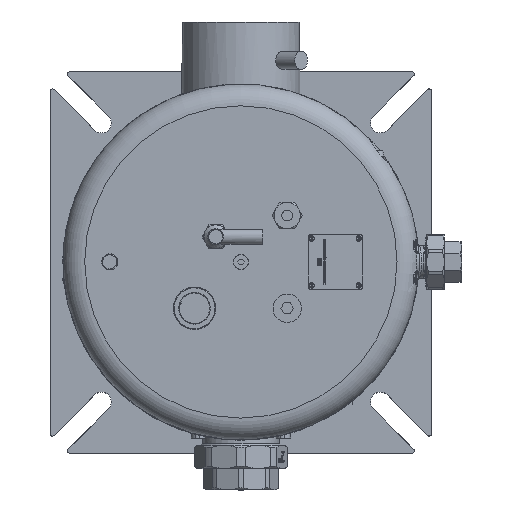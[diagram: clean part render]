
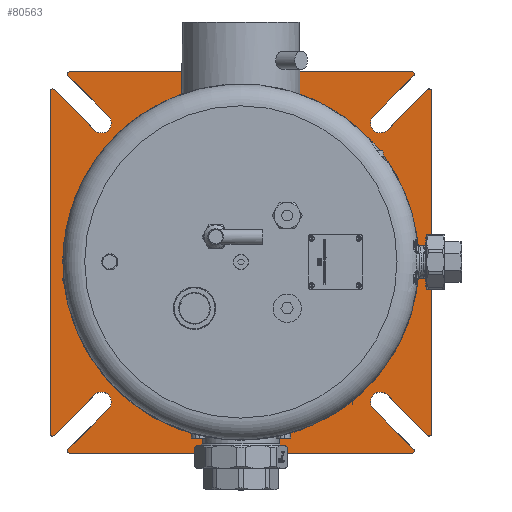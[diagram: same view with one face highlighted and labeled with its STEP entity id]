
A CAD part, top view. The second image highlights one B-rep face of the part: STEP entity #80563.
In plain terms, the highlighted planar face has unit normal (0, 0, 1).
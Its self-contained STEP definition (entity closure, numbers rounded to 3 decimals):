
#3584=FACE_BOUND('',#23883,.T.);
#4587=LINE('',#184315,#7246);
#4588=LINE('',#184319,#7247);
#4589=LINE('',#184323,#7248);
#4590=LINE('',#184327,#7249);
#4591=LINE('',#184331,#7250);
#4592=LINE('',#184335,#7251);
#4593=LINE('',#184339,#7252);
#4594=LINE('',#184343,#7253);
#4595=LINE('',#184347,#7254);
#4596=LINE('',#184351,#7255);
#4597=LINE('',#184355,#7256);
#4598=LINE('',#184358,#7257);
#7246=VECTOR('',#93539,10.);
#7247=VECTOR('',#93542,10.);
#7248=VECTOR('',#93545,10.);
#7249=VECTOR('',#93548,10.);
#7250=VECTOR('',#93551,10.);
#7251=VECTOR('',#93554,10.);
#7252=VECTOR('',#93557,10.);
#7253=VECTOR('',#93560,10.);
#7254=VECTOR('',#93563,10.);
#7255=VECTOR('',#93566,10.);
#7256=VECTOR('',#93569,10.);
#7257=VECTOR('',#93572,10.);
#19029=FACE_OUTER_BOUND('',#23882,.T.);
#23882=EDGE_LOOP('',(#63524,#63525,#63526,#63527,#63528,#63529,#63530,#63531,
#63532,#63533,#63534,#63535,#63536,#63537,#63538,#63539,#63540,#63541,#63542,
#63543,#63544,#63545,#63546,#63547));
#23883=EDGE_LOOP('',(#63548));
#27746=CIRCLE('',#84993,2.);
#27747=CIRCLE('',#84994,9.002);
#27748=CIRCLE('',#84995,2.);
#27749=CIRCLE('',#84996,2.);
#27750=CIRCLE('',#84997,9.002);
#27751=CIRCLE('',#84998,2.);
#27752=CIRCLE('',#84999,2.);
#27753=CIRCLE('',#85000,9.002);
#27754=CIRCLE('',#85001,2.);
#27755=CIRCLE('',#85002,2.);
#27756=CIRCLE('',#85003,9.002);
#27757=CIRCLE('',#85004,2.);
#27758=CIRCLE('',#85005,163.);
#33162=VERTEX_POINT('',#184311);
#33163=VERTEX_POINT('',#184312);
#33164=VERTEX_POINT('',#184314);
#33165=VERTEX_POINT('',#184316);
#33166=VERTEX_POINT('',#184318);
#33167=VERTEX_POINT('',#184320);
#33168=VERTEX_POINT('',#184322);
#33169=VERTEX_POINT('',#184324);
#33170=VERTEX_POINT('',#184326);
#33171=VERTEX_POINT('',#184328);
#33172=VERTEX_POINT('',#184330);
#33173=VERTEX_POINT('',#184332);
#33174=VERTEX_POINT('',#184334);
#33175=VERTEX_POINT('',#184336);
#33176=VERTEX_POINT('',#184338);
#33177=VERTEX_POINT('',#184340);
#33178=VERTEX_POINT('',#184342);
#33179=VERTEX_POINT('',#184344);
#33180=VERTEX_POINT('',#184346);
#33181=VERTEX_POINT('',#184348);
#33182=VERTEX_POINT('',#184350);
#33183=VERTEX_POINT('',#184352);
#33184=VERTEX_POINT('',#184354);
#33185=VERTEX_POINT('',#184356);
#33186=VERTEX_POINT('',#184359);
#43737=EDGE_CURVE('',#33162,#33163,#27746,.T.);
#43738=EDGE_CURVE('',#33162,#33164,#4587,.T.);
#43739=EDGE_CURVE('',#33164,#33165,#27747,.T.);
#43740=EDGE_CURVE('',#33165,#33166,#4588,.T.);
#43741=EDGE_CURVE('',#33167,#33166,#27748,.T.);
#43742=EDGE_CURVE('',#33167,#33168,#4589,.T.);
#43743=EDGE_CURVE('',#33169,#33168,#27749,.T.);
#43744=EDGE_CURVE('',#33169,#33170,#4590,.T.);
#43745=EDGE_CURVE('',#33170,#33171,#27750,.T.);
#43746=EDGE_CURVE('',#33171,#33172,#4591,.T.);
#43747=EDGE_CURVE('',#33173,#33172,#27751,.T.);
#43748=EDGE_CURVE('',#33173,#33174,#4592,.T.);
#43749=EDGE_CURVE('',#33175,#33174,#27752,.T.);
#43750=EDGE_CURVE('',#33175,#33176,#4593,.T.);
#43751=EDGE_CURVE('',#33176,#33177,#27753,.T.);
#43752=EDGE_CURVE('',#33177,#33178,#4594,.T.);
#43753=EDGE_CURVE('',#33179,#33178,#27754,.T.);
#43754=EDGE_CURVE('',#33179,#33180,#4595,.T.);
#43755=EDGE_CURVE('',#33181,#33180,#27755,.T.);
#43756=EDGE_CURVE('',#33181,#33182,#4596,.T.);
#43757=EDGE_CURVE('',#33182,#33183,#27756,.T.);
#43758=EDGE_CURVE('',#33183,#33184,#4597,.T.);
#43759=EDGE_CURVE('',#33185,#33184,#27757,.T.);
#43760=EDGE_CURVE('',#33185,#33163,#4598,.T.);
#43761=EDGE_CURVE('',#33186,#33186,#27758,.T.);
#63524=ORIENTED_EDGE('',*,*,#43737,.F.);
#63525=ORIENTED_EDGE('',*,*,#43738,.T.);
#63526=ORIENTED_EDGE('',*,*,#43739,.T.);
#63527=ORIENTED_EDGE('',*,*,#43740,.T.);
#63528=ORIENTED_EDGE('',*,*,#43741,.F.);
#63529=ORIENTED_EDGE('',*,*,#43742,.T.);
#63530=ORIENTED_EDGE('',*,*,#43743,.F.);
#63531=ORIENTED_EDGE('',*,*,#43744,.T.);
#63532=ORIENTED_EDGE('',*,*,#43745,.T.);
#63533=ORIENTED_EDGE('',*,*,#43746,.T.);
#63534=ORIENTED_EDGE('',*,*,#43747,.F.);
#63535=ORIENTED_EDGE('',*,*,#43748,.T.);
#63536=ORIENTED_EDGE('',*,*,#43749,.F.);
#63537=ORIENTED_EDGE('',*,*,#43750,.T.);
#63538=ORIENTED_EDGE('',*,*,#43751,.T.);
#63539=ORIENTED_EDGE('',*,*,#43752,.T.);
#63540=ORIENTED_EDGE('',*,*,#43753,.F.);
#63541=ORIENTED_EDGE('',*,*,#43754,.T.);
#63542=ORIENTED_EDGE('',*,*,#43755,.F.);
#63543=ORIENTED_EDGE('',*,*,#43756,.T.);
#63544=ORIENTED_EDGE('',*,*,#43757,.T.);
#63545=ORIENTED_EDGE('',*,*,#43758,.T.);
#63546=ORIENTED_EDGE('',*,*,#43759,.F.);
#63547=ORIENTED_EDGE('',*,*,#43760,.T.);
#63548=ORIENTED_EDGE('',*,*,#43761,.F.);
#71645=PLANE('',#84992);
#80563=ADVANCED_FACE('',(#19029,#3584),#71645,.T.);
#84992=AXIS2_PLACEMENT_3D('',#184310,#93535,#93536);
#84993=AXIS2_PLACEMENT_3D('',#184313,#93537,#93538);
#84994=AXIS2_PLACEMENT_3D('',#184317,#93540,#93541);
#84995=AXIS2_PLACEMENT_3D('',#184321,#93543,#93544);
#84996=AXIS2_PLACEMENT_3D('',#184325,#93546,#93547);
#84997=AXIS2_PLACEMENT_3D('',#184329,#93549,#93550);
#84998=AXIS2_PLACEMENT_3D('',#184333,#93552,#93553);
#84999=AXIS2_PLACEMENT_3D('',#184337,#93555,#93556);
#85000=AXIS2_PLACEMENT_3D('',#184341,#93558,#93559);
#85001=AXIS2_PLACEMENT_3D('',#184345,#93561,#93562);
#85002=AXIS2_PLACEMENT_3D('',#184349,#93564,#93565);
#85003=AXIS2_PLACEMENT_3D('',#184353,#93567,#93568);
#85004=AXIS2_PLACEMENT_3D('',#184357,#93570,#93571);
#85005=AXIS2_PLACEMENT_3D('',#184360,#93573,#93574);
#93535=DIRECTION('center_axis',(0.,0.,1.));
#93536=DIRECTION('ref_axis',(1.,0.,0.));
#93537=DIRECTION('center_axis',(0.,0.,-1.));
#93538=DIRECTION('ref_axis',(0.383,0.924,0.));
#93539=DIRECTION('',(-0.707,-0.707,0.));
#93540=DIRECTION('center_axis',(0.,0.,-1.));
#93541=DIRECTION('ref_axis',(-0.707,0.707,0.));
#93542=DIRECTION('',(0.707,0.707,0.));
#93543=DIRECTION('center_axis',(0.,0.,-1.));
#93544=DIRECTION('ref_axis',(0.924,0.383,0.));
#93545=DIRECTION('',(-1.,0.,0.));
#93546=DIRECTION('center_axis',(0.,0.,-1.));
#93547=DIRECTION('ref_axis',(-0.924,0.383,0.));
#93548=DIRECTION('',(0.707,-0.707,0.));
#93549=DIRECTION('center_axis',(0.,0.,-1.));
#93550=DIRECTION('ref_axis',(-0.707,-0.707,0.));
#93551=DIRECTION('',(-0.707,0.707,0.));
#93552=DIRECTION('center_axis',(0.,0.,-1.));
#93553=DIRECTION('ref_axis',(-0.383,0.924,0.));
#93554=DIRECTION('',(0.,-1.,0.));
#93555=DIRECTION('center_axis',(0.,0.,-1.));
#93556=DIRECTION('ref_axis',(-0.383,-0.924,0.));
#93557=DIRECTION('',(0.707,0.707,0.));
#93558=DIRECTION('center_axis',(0.,0.,-1.));
#93559=DIRECTION('ref_axis',(0.707,-0.707,0.));
#93560=DIRECTION('',(-0.707,-0.707,0.));
#93561=DIRECTION('center_axis',(0.,0.,-1.));
#93562=DIRECTION('ref_axis',(-0.924,-0.383,0.));
#93563=DIRECTION('',(1.,0.,0.));
#93564=DIRECTION('center_axis',(0.,0.,-1.));
#93565=DIRECTION('ref_axis',(0.924,-0.383,0.));
#93566=DIRECTION('',(-0.707,0.707,0.));
#93567=DIRECTION('center_axis',(0.,0.,-1.));
#93568=DIRECTION('ref_axis',(0.707,0.707,0.));
#93569=DIRECTION('',(0.707,-0.707,0.));
#93570=DIRECTION('center_axis',(0.,0.,-1.));
#93571=DIRECTION('ref_axis',(0.383,-0.924,0.));
#93572=DIRECTION('',(0.,1.,0.));
#93573=DIRECTION('center_axis',(0.,0.,1.));
#93574=DIRECTION('ref_axis',(-1.,0.,0.));
#184310=CARTESIAN_POINT('Origin',(-147.411,147.413,-154.));
#184311=CARTESIAN_POINT('',(171.086,158.357,-154.));
#184312=CARTESIAN_POINT('',(174.5,156.943,-154.));
#184313=CARTESIAN_POINT('Origin',(172.5,156.943,-154.));
#184314=CARTESIAN_POINT('',(134.,121.266,-154.));
#184315=CARTESIAN_POINT('',(70.195,57.451,-154.));
#184316=CARTESIAN_POINT('',(121.269,133.997,-154.));
#184317=CARTESIAN_POINT('Origin',(127.634,127.631,-154.));
#184318=CARTESIAN_POINT('',(158.358,171.086,-154.));
#184319=CARTESIAN_POINT('',(77.704,90.432,-154.));
#184320=CARTESIAN_POINT('',(156.944,174.5,-154.));
#184321=CARTESIAN_POINT('Origin',(156.944,172.5,-154.));
#184322=CARTESIAN_POINT('',(-156.943,174.5,-154.));
#184323=CARTESIAN_POINT('',(174.5,174.5,-154.));
#184324=CARTESIAN_POINT('',(-158.357,171.086,-154.));
#184325=CARTESIAN_POINT('Origin',(-156.943,172.5,-154.));
#184326=CARTESIAN_POINT('',(-121.266,134.,-154.));
#184327=CARTESIAN_POINT('',(-131.156,143.889,-154.));
#184328=CARTESIAN_POINT('',(-133.997,121.269,-154.));
#184329=CARTESIAN_POINT('Origin',(-127.631,127.634,-154.));
#184330=CARTESIAN_POINT('',(-171.086,158.358,-154.));
#184331=CARTESIAN_POINT('',(-164.138,151.41,-154.));
#184332=CARTESIAN_POINT('',(-174.5,156.944,-154.));
#184333=CARTESIAN_POINT('Origin',(-172.5,156.944,-154.));
#184334=CARTESIAN_POINT('',(-174.5,-156.943,-154.));
#184335=CARTESIAN_POINT('',(-174.5,174.5,-154.));
#184336=CARTESIAN_POINT('',(-171.086,-158.357,-154.));
#184337=CARTESIAN_POINT('Origin',(-172.5,-156.943,-154.));
#184338=CARTESIAN_POINT('',(-134.,-121.266,-154.));
#184339=CARTESIAN_POINT('',(-70.183,-57.438,-154.));
#184340=CARTESIAN_POINT('',(-121.269,-133.997,-154.));
#184341=CARTESIAN_POINT('Origin',(-127.634,-127.631,-154.));
#184342=CARTESIAN_POINT('',(-158.358,-171.086,-154.));
#184343=CARTESIAN_POINT('',(-77.704,-90.432,-154.));
#184344=CARTESIAN_POINT('',(-156.944,-174.5,-154.));
#184345=CARTESIAN_POINT('Origin',(-156.944,-172.5,-154.));
#184346=CARTESIAN_POINT('',(156.943,-174.5,-154.));
#184347=CARTESIAN_POINT('',(-174.5,-174.5,-154.));
#184348=CARTESIAN_POINT('',(158.357,-171.086,-154.));
#184349=CARTESIAN_POINT('Origin',(156.943,-172.5,-154.));
#184350=CARTESIAN_POINT('',(121.266,-134.,-154.));
#184351=CARTESIAN_POINT('',(-16.268,3.511,-154.));
#184352=CARTESIAN_POINT('',(133.997,-121.269,-154.));
#184353=CARTESIAN_POINT('Origin',(127.631,-127.634,-154.));
#184354=CARTESIAN_POINT('',(171.086,-158.358,-154.));
#184355=CARTESIAN_POINT('',(16.726,-3.998,-154.));
#184356=CARTESIAN_POINT('',(174.5,-156.944,-154.));
#184357=CARTESIAN_POINT('Origin',(172.5,-156.944,-154.));
#184358=CARTESIAN_POINT('',(174.5,-174.5,-154.));
#184359=CARTESIAN_POINT('',(163.,0.,-154.));
#184360=CARTESIAN_POINT('Origin',(0.,0.,-154.));
